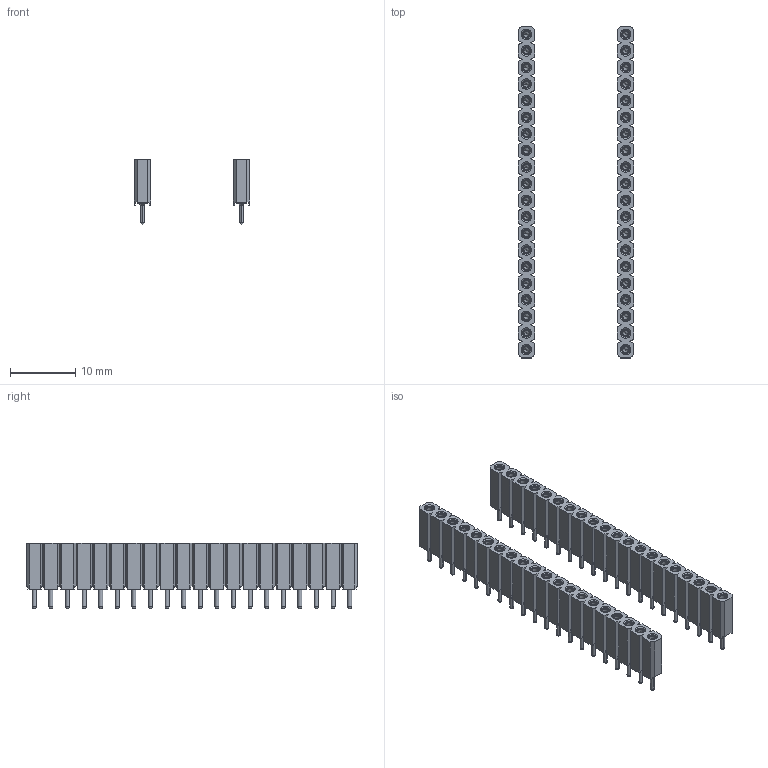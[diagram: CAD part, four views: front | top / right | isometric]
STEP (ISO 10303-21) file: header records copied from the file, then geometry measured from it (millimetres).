
FILE_DESCRIPTION(('FreeCAD Model'),'2;1');
FILE_NAME('socket_aw127-20z_-hp_sp.step', '2017-10-17T23:00:07',('kicad StepUp'),('ksu MCAD'), 'Open CASCADE STEP processor 6.8','FreeCAD','Unknown');
FILE_SCHEMA(('AUTOMOTIVE_DESIGN_CC2 { 1 2 10303 214 -1 1 5 4 }'));
Length unit declared in the file: millimetre
Products named in the file (2): ASSEMBLY; socket_aw127-20z_-hp_sp
Assembly tree (1 placements, depth 2):
  ASSEMBLY
    socket_aw127-20z_-hp_sp
Bounding box: 17.74 x 50.8 x 10 mm (x, y, z)
Volume: 1374.1 mm3; surface area: 3968.8 mm2
Topology: 2 solids, 2 shells, 1448 faces, 3652 edges, 2168 vertices
Faces by surface type: cone 560, plane 448, cylinder 320, torus 80, sphere 40
Entity records: 52181 total; most frequent: DIRECTION 7792, CARTESIAN_POINT 7110, ORIENTED_EDGE 6984, EDGE_CURVE 3492, AXIS2_PLACEMENT_3D 2850, VERTEX_POINT 2168, LINE 2092, VECTOR 2092
